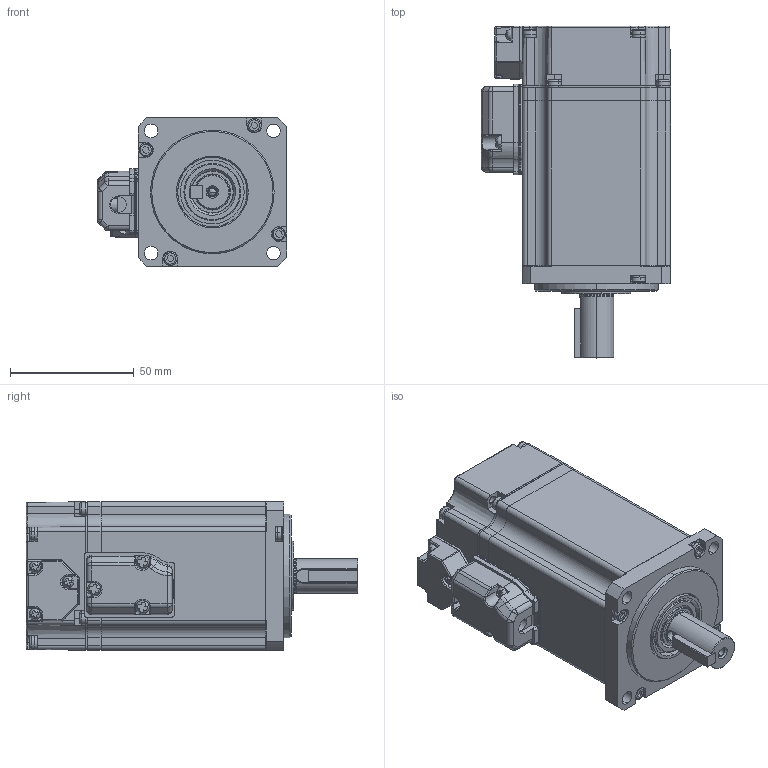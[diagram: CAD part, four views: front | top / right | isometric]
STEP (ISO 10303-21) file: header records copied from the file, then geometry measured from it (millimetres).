
FILE_DESCRIPTION (( 'STEP AP203' ), '1' );
FILE_NAME ('EM1-400W-K-O.STEP', '2019-12-06T00:45:43', ( '' ), ( '' ), 'SwSTEP 2.0', 'SolidWorks 2015', '' );
FILE_SCHEMA (( 'CONFIG_CONTROL_DESIGN' ));
Length unit declared in the file: millimetre
Products named in the file (1): EM1-400W-K-O
Bounding box: 76.55 x 134.2 x 60.1 mm (x, y, z)
Surface area: 48254 mm2 (no closed solid volume)
Topology: 0 solids, 37 shells, 728 faces, 2327 edges, 1591 vertices
Faces by surface type: plane 321, cylinder 223, cone 69, torus 68, sphere 29, bspline 18
Entity records: 27669 total; most frequent: CARTESIAN_POINT 7056, DIRECTION 4509, ORIENTED_EDGE 3915, EDGE_CURVE 2290, AXIS2_PLACEMENT_3D 1661, VERTEX_POINT 1579, VECTOR 1187, LINE 1187
